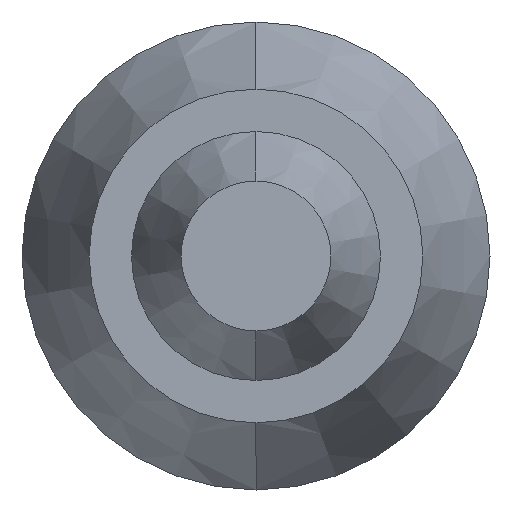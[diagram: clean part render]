
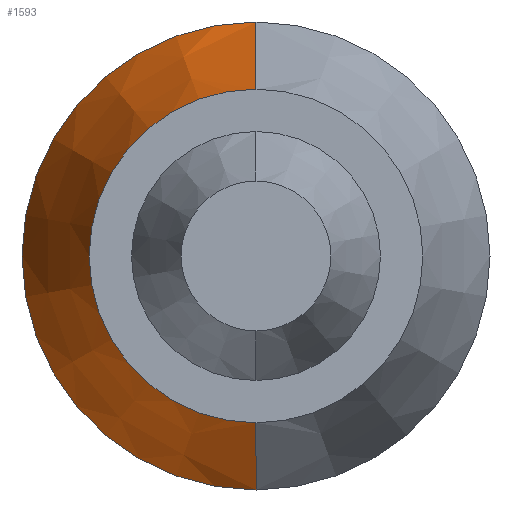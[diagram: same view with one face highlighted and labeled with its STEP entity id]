
A CAD part, left-side view. The second image highlights one B-rep face of the part: STEP entity #1593.
In plain terms, the highlighted conical face has half-angle 19.471 degrees and reference radius 17.825 mm.
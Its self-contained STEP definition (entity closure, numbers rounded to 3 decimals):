
#138 = VERTEX_POINT ( 'NONE', #757 ) ;
#176 = CARTESIAN_POINT ( 'NONE',  ( 15., 0., 17.825 ) ) ;
#187 = AXIS2_PLACEMENT_3D ( 'NONE', #1523, #624, #1271 ) ;
#252 = DIRECTION ( 'NONE',  ( 1., 0., 0. ) ) ;
#316 = FACE_OUTER_BOUND ( 'NONE', #1188, .T. ) ;
#330 = AXIS2_PLACEMENT_3D ( 'NONE', #1603, #822, #982 ) ;
#382 = DIRECTION ( 'NONE',  ( 0., 0., -1. ) ) ;
#435 = CARTESIAN_POINT ( 'NONE',  ( 35.294, 0., 25. ) ) ;
#507 = CARTESIAN_POINT ( 'NONE',  ( 15., 0., 0. ) ) ;
#541 = CARTESIAN_POINT ( 'NONE',  ( 15., 0., -17.825 ) ) ;
#560 = CARTESIAN_POINT ( 'NONE',  ( 15., 0., 17.825 ) ) ;
#583 = EDGE_CURVE ( 'NONE', #1090, #138, #1455, .T. ) ;
#624 = DIRECTION ( 'NONE',  ( -1., 0., 0. ) ) ;
#703 = AXIS2_PLACEMENT_3D ( 'NONE', #507, #252, #382 ) ;
#738 = CIRCLE ( 'NONE', #330, 17.825 ) ;
#739 = VERTEX_POINT ( 'NONE', #560 ) ;
#748 = ORIENTED_EDGE ( 'NONE', *, *, #1362, .F. ) ;
#757 = CARTESIAN_POINT ( 'NONE',  ( 35.294, 0., -25. ) ) ;
#822 = DIRECTION ( 'NONE',  ( -1., 0., 0. ) ) ;
#967 = VERTEX_POINT ( 'NONE', #435 ) ;
#982 = DIRECTION ( 'NONE',  ( 0., 0., -1. ) ) ;
#998 = VECTOR ( 'NONE', #1569, 1000. ) ;
#1050 = DIRECTION ( 'NONE',  ( 0.943, 0., 0.333 ) ) ;
#1059 = CARTESIAN_POINT ( 'NONE',  ( 15., 0., -17.825 ) ) ;
#1090 = VERTEX_POINT ( 'NONE', #541 ) ;
#1106 = ORIENTED_EDGE ( 'NONE', *, *, #583, .F. ) ;
#1138 = LINE ( 'NONE', #176, #1287 ) ;
#1186 = ORIENTED_EDGE ( 'NONE', *, *, #1326, .T. ) ;
#1188 = EDGE_LOOP ( 'NONE', ( #748, #1186, #1605, #1106 ) ) ;
#1271 = DIRECTION ( 'NONE',  ( 0., 1., 0. ) ) ;
#1287 = VECTOR ( 'NONE', #1050, 1000. ) ;
#1326 = EDGE_CURVE ( 'NONE', #739, #967, #1138, .T. ) ;
#1351 = CIRCLE ( 'NONE', #187, 25. ) ;
#1362 = EDGE_CURVE ( 'NONE', #739, #1090, #738, .T. ) ;
#1455 = LINE ( 'NONE', #1059, #998 ) ;
#1523 = CARTESIAN_POINT ( 'NONE',  ( 35.294, 0., 0. ) ) ;
#1536 = CONICAL_SURFACE ( 'NONE', #703, 17.825, 0.34 ) ;
#1538 = EDGE_CURVE ( 'NONE', #967, #138, #1351, .T. ) ;
#1569 = DIRECTION ( 'NONE',  ( 0.943, 0., -0.333 ) ) ;
#1593 = ADVANCED_FACE ( 'NONE', ( #316 ), #1536, .T. ) ;
#1603 = CARTESIAN_POINT ( 'NONE',  ( 15., 0., 0. ) ) ;
#1605 = ORIENTED_EDGE ( 'NONE', *, *, #1538, .T. ) ;
